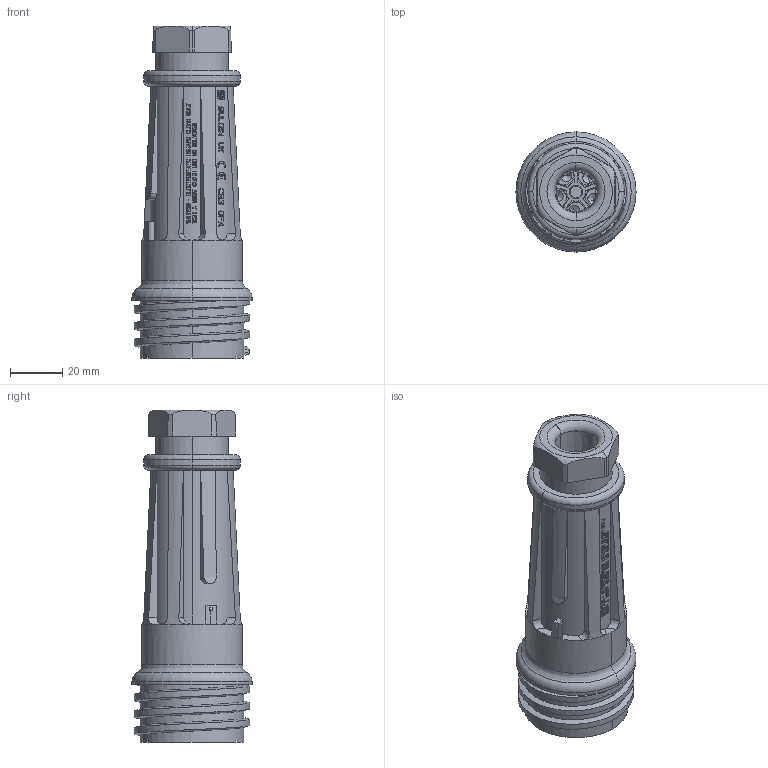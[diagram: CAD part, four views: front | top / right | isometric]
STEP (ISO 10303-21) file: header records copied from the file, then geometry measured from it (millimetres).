
FILE_DESCRIPTION(('STEP AP242'),'1');
FILE_NAME('px0921-05-s.stp','2024-01-12T13:18:13',('TraceParts'),('TraceParts S.A.'),'Spatial InterOp 3D',' ',' ');
FILE_SCHEMA(('AP242_MANAGED_MODEL_BASED_3D_ENGINEERING_MIM_LF {1 0 10303 442 1 1 4}'));
Length unit declared in the file: millimetre
Products named in the file (1): px0921-05-s
Bounding box: 46 x 46 x 127.08 mm (x, y, z)
Volume: 83614.3 mm3; surface area: 47366.4 mm2
Topology: 1 solids, 1 shells, 3485 faces, 9761 edges, 6474 vertices
Faces by surface type: plane 3092, cylinder 202, cone 155, torus 18, bspline 18
Entity records: 116679 total; most frequent: CARTESIAN_POINT 29698, ORIENTED_EDGE 19482, DIRECTION 15776, EDGE_CURVE 9741, LINE 6948, VECTOR 6948, VERTEX_POINT 6474, AXIS2_PLACEMENT_3D 4414
